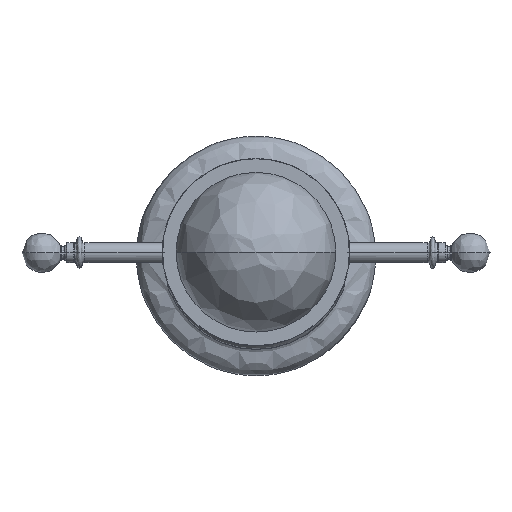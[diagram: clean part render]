
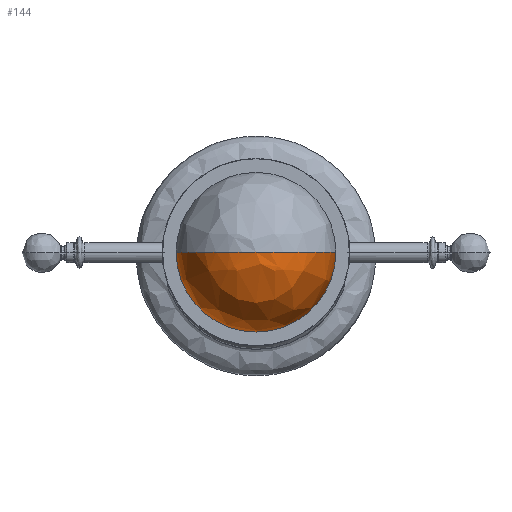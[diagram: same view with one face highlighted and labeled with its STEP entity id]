
A CAD part, top view. The second image highlights one B-rep face of the part: STEP entity #144.
In plain terms, the highlighted free-form (B-spline) face has degree [3, 2] with [7, 5] control points.
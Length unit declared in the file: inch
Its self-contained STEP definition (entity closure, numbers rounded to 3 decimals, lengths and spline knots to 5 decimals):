
#144=ADVANCED_FACE('',(#263),#1738,.T.);
#263=FACE_OUTER_BOUND('',#391,.T.);
#391=EDGE_LOOP('',(#888,#889,#890));
#888=ORIENTED_EDGE('',*,*,#1141,.T.);
#889=ORIENTED_EDGE('',*,*,#1137,.F.);
#890=ORIENTED_EDGE('',*,*,#1142,.F.);
#1137=EDGE_CURVE('',#1664,#1663,#1326,.T.);
#1141=EDGE_CURVE('',#1667,#1663,#1329,.T.);
#1142=EDGE_CURVE('',#1667,#1664,#1330,.T.);
#1326=TRIMMED_CURVE($,#1452,(#7930),(#7931),.T.,.CARTESIAN.);
#1329=TRIMMED_CURVE($,#1455,(#7946),(#7947),.T.,.CARTESIAN.);
#1330=TRIMMED_CURVE($,#1456,(#7949),(#7950),.T.,.CARTESIAN.);
#1452=CIRCLE('',#2048,0.0625);
#1455=CIRCLE('',#2051,0.0625);
#1456=CIRCLE('',#2052,0.0625);
#1663=VERTEX_POINT('',#7919);
#1664=VERTEX_POINT('',#7920);
#1667=VERTEX_POINT('',#7923);
#1738=(
BOUNDED_SURFACE()
B_SPLINE_SURFACE(3,2,((#7549,#7550,#7551,#7552,#7553),(#7554,#7555,#7556,
#7557,#7558),(#7559,#7560,#7561,#7562,#7563),(#7564,#7565,#7566,#7567,#7568),
(#7569,#7570,#7571,#7572,#7573),(#7574,#7575,#7576,#7577,#7578),(#7579,
#7580,#7581,#7582,#7583)),.UNSPECIFIED.,.F.,.F.,.F.)
B_SPLINE_SURFACE_WITH_KNOTS((4,3,4),(3,2,3),(0.6951,0.78126,
0.86742),(0.29421,0.44132,0.58843),
 .UNSPECIFIED.)
GEOMETRIC_REPRESENTATION_ITEM()
RATIONAL_B_SPLINE_SURFACE(((1.,0.707,1.,0.707,1.),
(0.848,0.599,0.848,0.599,
0.848),(0.848,0.599,0.848,
0.599,0.848),(1.,0.707,1.,0.707,
1.),(0.848,0.599,0.848,0.599,
0.848),(0.848,0.599,0.848,
0.599,0.848),(1.,0.707,1.,0.707,
1.)))
REPRESENTATION_ITEM('')
SURFACE()
);
#2048=AXIS2_PLACEMENT_3D($,#7929,#2345,#2346);
#2051=AXIS2_PLACEMENT_3D($,#7945,#2351,#2352);
#2052=AXIS2_PLACEMENT_3D($,#7948,#2353,#2354);
#2345=DIRECTION('',(0.,1.,0.));
#2346=DIRECTION('',(-1.,0.,0.));
#2351=DIRECTION('',(0.,-1.,0.));
#2352=DIRECTION('',(1.,0.,0.));
#2353=DIRECTION('',(0.,0.,-1.));
#2354=DIRECTION('',(1.,0.,0.));
#7549=CARTESIAN_POINT('',(3.02344,0.,1.66209));
#7550=CARTESIAN_POINT('',(3.02344,-0.02344,1.66209));
#7551=CARTESIAN_POINT('',(3.,-0.02344,1.66209));
#7552=CARTESIAN_POINT('',(2.97656,-0.02344,1.66209));
#7553=CARTESIAN_POINT('',(2.97656,0.,1.66209));
#7554=CARTESIAN_POINT('',(3.05241,0.,1.67381));
#7555=CARTESIAN_POINT('',(3.05241,-0.05241,1.67381));
#7556=CARTESIAN_POINT('',(3.,-0.05241,1.67381));
#7557=CARTESIAN_POINT('',(2.94759,-0.05241,1.67381));
#7558=CARTESIAN_POINT('',(2.94759,0.,1.67381));
#7559=CARTESIAN_POINT('',(3.06732,0.,1.70128));
#7560=CARTESIAN_POINT('',(3.06732,-0.06732,1.70128));
#7561=CARTESIAN_POINT('',(3.,-0.06732,1.70128));
#7562=CARTESIAN_POINT('',(2.93268,-0.06732,1.70128));
#7563=CARTESIAN_POINT('',(2.93268,0.,1.70128));
#7564=CARTESIAN_POINT('',(3.06135,0.,1.73196));
#7565=CARTESIAN_POINT('',(3.06135,-0.06135,1.73196));
#7566=CARTESIAN_POINT('',(3.,-0.06135,1.73196));
#7567=CARTESIAN_POINT('',(2.93865,-0.06135,1.73196));
#7568=CARTESIAN_POINT('',(2.93865,0.,1.73196));
#7569=CARTESIAN_POINT('',(3.05538,0.,1.76265));
#7570=CARTESIAN_POINT('',(3.05538,-0.05538,1.76265));
#7571=CARTESIAN_POINT('',(3.,-0.05538,1.76265));
#7572=CARTESIAN_POINT('',(2.94462,-0.05538,1.76265));
#7573=CARTESIAN_POINT('',(2.94462,0.,1.76265));
#7574=CARTESIAN_POINT('',(3.03126,0.,1.78252));
#7575=CARTESIAN_POINT('',(3.03126,-0.03126,1.78252));
#7576=CARTESIAN_POINT('',(3.,-0.03126,1.78252));
#7577=CARTESIAN_POINT('',(2.96874,-0.03126,1.78252));
#7578=CARTESIAN_POINT('',(2.96874,0.,1.78252));
#7579=CARTESIAN_POINT('',(3.,0.,1.78252));
#7580=CARTESIAN_POINT('',(3.,0.,1.78252));
#7581=CARTESIAN_POINT('',(3.,0.,1.78252));
#7582=CARTESIAN_POINT('',(3.,0.,1.78252));
#7583=CARTESIAN_POINT('',(3.,0.,1.78252));
#7919=CARTESIAN_POINT('',(3.,0.,1.78252));
#7920=CARTESIAN_POINT('',(2.9375,0.,1.72002));
#7923=CARTESIAN_POINT('',(3.0625,0.,1.72002));
#7929=CARTESIAN_POINT('',(3.,0.,1.72002));
#7930=CARTESIAN_POINT('',(2.9375,0.,1.72002));
#7931=CARTESIAN_POINT('',(3.,0.,1.78252));
#7945=CARTESIAN_POINT('',(3.,0.,1.72002));
#7946=CARTESIAN_POINT('',(3.0625,0.,1.72002));
#7947=CARTESIAN_POINT('',(3.,0.,1.78252));
#7948=CARTESIAN_POINT('',(3.,0.,1.72002));
#7949=CARTESIAN_POINT('',(3.0625,0.,1.72002));
#7950=CARTESIAN_POINT('',(2.9375,0.,1.72002));
